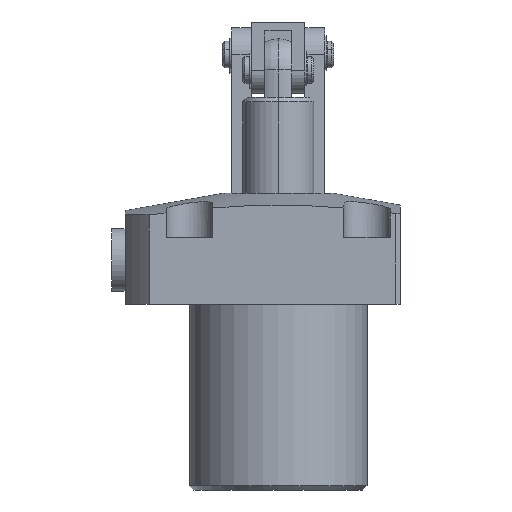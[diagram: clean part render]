
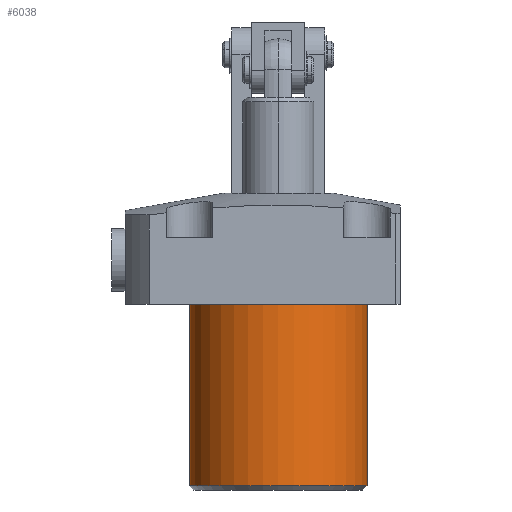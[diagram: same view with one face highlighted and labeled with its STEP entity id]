
A CAD part, front view. The second image highlights one B-rep face of the part: STEP entity #6038.
In plain terms, the highlighted cylindrical face has radius 20 mm (diameter 40 mm), a partial arc.
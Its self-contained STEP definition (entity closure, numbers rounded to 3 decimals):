
#1196 = EDGE_LOOP ( 'NONE', ( #6574, #6573, #6572, #6571 ) ) ;
#1594 = LINE ( 'NONE', #6921, #1598 ) ;
#1596 = LINE ( 'NONE', #6929, #1600 ) ;
#1598 = VECTOR ( 'NONE', #6942, 1000. ) ;
#1600 = VECTOR ( 'NONE', #6859, 1000. ) ;
#1840 = CIRCLE ( 'NONE', #7050, 20. ) ;
#2185 = FACE_OUTER_BOUND ( 'NONE', #1196, .T. ) ;
#2189 = CYLINDRICAL_SURFACE ( 'NONE', #4036, 20. ) ;
#2881 = DIRECTION ( 'NONE',  ( 1., 0., 0. ) ) ;
#2882 = DIRECTION ( 'NONE',  ( 0., 0., -1. ) ) ;
#2883 = CARTESIAN_POINT ( 'NONE',  ( 0., 0., 0. ) ) ;
#3514 = VERTEX_POINT ( 'NONE', #9727 ) ;
#3580 = AXIS2_PLACEMENT_3D ( 'NONE', #2883, #2882, #2881 ) ;
#3936 = CIRCLE ( 'NONE', #3580, 20. ) ;
#4036 = AXIS2_PLACEMENT_3D ( 'NONE', #5278, #5279, #5290 ) ;
#4365 = VERTEX_POINT ( 'NONE', #9690 ) ;
#4368 = VERTEX_POINT ( 'NONE', #9688 ) ;
#4369 = VERTEX_POINT ( 'NONE', #9692 ) ;
#4692 = DIRECTION ( 'NONE',  ( 0., 0., 1. ) ) ;
#4714 = CARTESIAN_POINT ( 'NONE',  ( 0., 0., -40.8 ) ) ;
#4996 = DIRECTION ( 'NONE',  ( -1., 0., 0. ) ) ;
#5278 = CARTESIAN_POINT ( 'NONE',  ( 0., 0., -41.8 ) ) ;
#5279 = DIRECTION ( 'NONE',  ( 0., 0., 1. ) ) ;
#5290 = DIRECTION ( 'NONE',  ( 1., 0., 0. ) ) ;
#6038 = ADVANCED_FACE ( 'NONE', ( #2185 ), #2189, .T. ) ;
#6390 = EDGE_CURVE ( 'NONE', #4369, #3514, #1594, .T. ) ;
#6394 = EDGE_CURVE ( 'NONE', #4368, #4365, #1596, .T. ) ;
#6571 = ORIENTED_EDGE ( 'NONE', *, *, #10248, .T. ) ;
#6572 = ORIENTED_EDGE ( 'NONE', *, *, #6390, .T. ) ;
#6573 = ORIENTED_EDGE ( 'NONE', *, *, #9415, .T. ) ;
#6574 = ORIENTED_EDGE ( 'NONE', *, *, #6394, .F. ) ;
#6859 = DIRECTION ( 'NONE',  ( 0., 0., 1. ) ) ;
#6921 = CARTESIAN_POINT ( 'NONE',  ( 20., 0., -41.8 ) ) ;
#6929 = CARTESIAN_POINT ( 'NONE',  ( -20., 0., -41.8 ) ) ;
#6942 = DIRECTION ( 'NONE',  ( 0., 0., 1. ) ) ;
#7050 = AXIS2_PLACEMENT_3D ( 'NONE', #4714, #4692, #4996 ) ;
#9415 = EDGE_CURVE ( 'NONE', #4368, #4369, #1840, .T. ) ;
#9688 = CARTESIAN_POINT ( 'NONE',  ( -20., 0., -40.8 ) ) ;
#9690 = CARTESIAN_POINT ( 'NONE',  ( -20., 0., 0. ) ) ;
#9692 = CARTESIAN_POINT ( 'NONE',  ( 20., 0., -40.8 ) ) ;
#9727 = CARTESIAN_POINT ( 'NONE',  ( 20., 0., 0. ) ) ;
#10248 = EDGE_CURVE ( 'NONE', #3514, #4365, #3936, .T. ) ;
